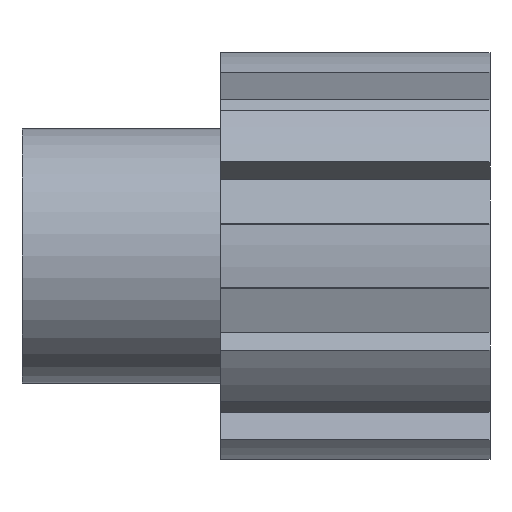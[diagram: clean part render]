
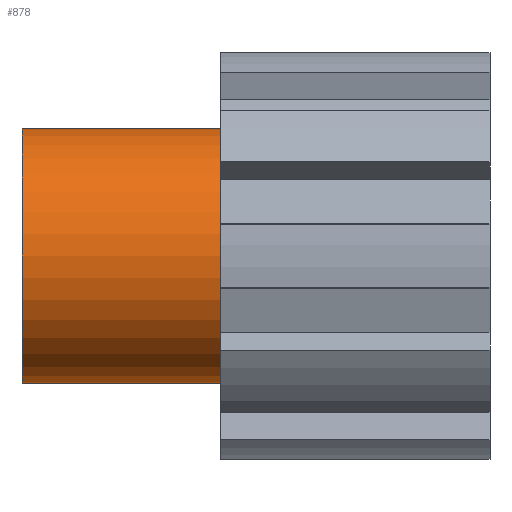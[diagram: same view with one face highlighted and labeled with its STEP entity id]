
A CAD part, left-side view. The second image highlights one B-rep face of the part: STEP entity #878.
In plain terms, the highlighted cylindrical face has radius 9 mm (diameter 18 mm), a partial arc.
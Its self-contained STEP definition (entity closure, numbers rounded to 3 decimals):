
#11 = CARTESIAN_POINT ( 'NONE',  ( 1.347, 33., -0.673 ) ) ;
#22 = AXIS2_PLACEMENT_3D ( 'NONE', #1170, #347, #84 ) ;
#52 = CARTESIAN_POINT ( 'NONE',  ( 1.347, 19., -9.673 ) ) ;
#84 = DIRECTION ( 'NONE',  ( 0., 0., 1. ) ) ;
#136 = AXIS2_PLACEMENT_3D ( 'NONE', #965, #1509, #301 ) ;
#254 = CIRCLE ( 'NONE', #136, 9. ) ;
#301 = DIRECTION ( 'NONE',  ( 0., 0., 1. ) ) ;
#315 = CARTESIAN_POINT ( 'NONE',  ( 1.347, 33., -9.673 ) ) ;
#329 = VERTEX_POINT ( 'NONE', #699 ) ;
#347 = DIRECTION ( 'NONE',  ( 0., 1., 0. ) ) ;
#373 = EDGE_LOOP ( 'NONE', ( #1457, #880, #1220, #1288 ) ) ;
#399 = VECTOR ( 'NONE', #1107, 1000. ) ;
#411 = EDGE_CURVE ( 'NONE', #1344, #863, #816, .T. ) ;
#445 = CYLINDRICAL_SURFACE ( 'NONE', #1001, 9. ) ;
#557 = DIRECTION ( 'NONE',  ( 0., 0., -1. ) ) ;
#572 = CARTESIAN_POINT ( 'NONE',  ( 1.347, 19., 8.327 ) ) ;
#683 = EDGE_CURVE ( 'NONE', #329, #863, #1351, .T. ) ;
#699 = CARTESIAN_POINT ( 'NONE',  ( 1.347, 33., 8.327 ) ) ;
#700 = LINE ( 'NONE', #718, #399 ) ;
#718 = CARTESIAN_POINT ( 'NONE',  ( 1.347, 33., -9.673 ) ) ;
#816 = CIRCLE ( 'NONE', #22, 9. ) ;
#824 = VECTOR ( 'NONE', #1331, 1000. ) ;
#863 = VERTEX_POINT ( 'NONE', #572 ) ;
#878 = ADVANCED_FACE ( 'NONE', ( #1639 ), #445, .T. ) ;
#880 = ORIENTED_EDGE ( 'NONE', *, *, #940, .F. ) ;
#909 = EDGE_CURVE ( 'NONE', #1692, #1344, #700, .T. ) ;
#940 = EDGE_CURVE ( 'NONE', #1692, #329, #254, .T. ) ;
#965 = CARTESIAN_POINT ( 'NONE',  ( 1.347, 33., -0.673 ) ) ;
#1001 = AXIS2_PLACEMENT_3D ( 'NONE', #11, #1100, #557 ) ;
#1100 = DIRECTION ( 'NONE',  ( 0., -1., 0. ) ) ;
#1107 = DIRECTION ( 'NONE',  ( 0., -1., 0. ) ) ;
#1170 = CARTESIAN_POINT ( 'NONE',  ( 1.347, 19., -0.673 ) ) ;
#1220 = ORIENTED_EDGE ( 'NONE', *, *, #909, .T. ) ;
#1288 = ORIENTED_EDGE ( 'NONE', *, *, #411, .T. ) ;
#1331 = DIRECTION ( 'NONE',  ( 0., -1., 0. ) ) ;
#1344 = VERTEX_POINT ( 'NONE', #52 ) ;
#1351 = LINE ( 'NONE', #1609, #824 ) ;
#1457 = ORIENTED_EDGE ( 'NONE', *, *, #683, .F. ) ;
#1509 = DIRECTION ( 'NONE',  ( 0., 1., 0. ) ) ;
#1609 = CARTESIAN_POINT ( 'NONE',  ( 1.347, 33., 8.327 ) ) ;
#1639 = FACE_OUTER_BOUND ( 'NONE', #373, .T. ) ;
#1692 = VERTEX_POINT ( 'NONE', #315 ) ;
